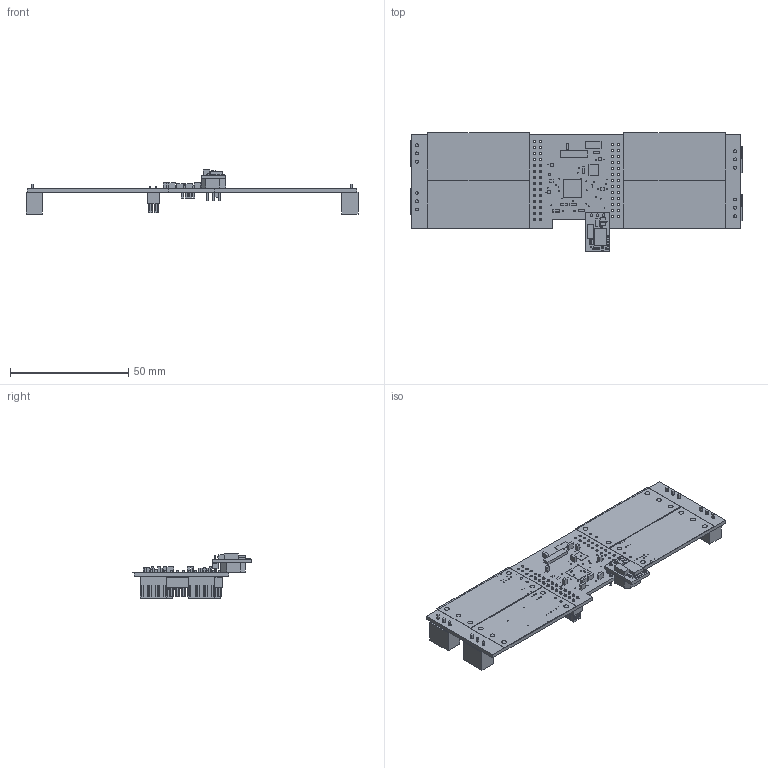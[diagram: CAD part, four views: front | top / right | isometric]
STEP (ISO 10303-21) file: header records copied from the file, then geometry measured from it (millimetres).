
FILE_DESCRIPTION(/* description */ (''),/* implementation_level */ '2;1');
FILE_NAME(/* name */ '79773b1d-8e42-41f6-8f78-1922bd188c03.stp',/* time_stamp */ '2020-10-23T17:57:18+00:00',/* author */ (''),/* organization */ (''),/* preprocessor_version */ 'ST-DEVELOPER v18.1',/* originating_system */ 'Autodesk Translation Framework v9.3.0.1241',/* authorisation */ '');
FILE_SCHEMA (('AUTOMOTIVE_DESIGN { 1 0 10303 214 3 1 1 }'));
Length unit declared in the file: millimetre
Products named in the file (19): 79773b1d-8e42-41f6-8f78-1922bd188c03; PCB Component; Board; AFRO_20A_ESC; FE05-1; TCAN337D; 4.7uF; STM32F042K6T6; ECS-80-S-4X; 1k;  470; JUMPER-SMT_2_NC_PASTE_SILK; MURATA-DC-DC; DISCRETECOMPONENTS_SWITCH; LED-0805; ESC2BACKPLANE; _IPS1-110-01-L-Dt; _IPS1-110-01-D_pin; TE_2351886-3-(VERT)
Assembly tree (38 placements, depth 4):
  79773b1d-8e42-41f6-8f78-1922bd188c03
    PCB Component
      Board
      AFRO_20A_ESC  x4
      FE05-1
      TCAN337D
      4.7uF  x9
      STM32F042K6T6
      ECS-80-S-4X
      1k  x4
       470
      JUMPER-SMT_2_NC_PASTE_SILK  x4
      MURATA-DC-DC
      DISCRETECOMPONENTS_SWITCH
      LED-0805
      ESC2BACKPLANE
        _IPS1-110-01-L-Dt
        _IPS1-110-01-D_pin
      TE_2351886-3-(VERT)  x4
Bounding box: 140.26 x 50.08 x 18.62 mm (x, y, z)
Volume: 11428.3 mm3; surface area: 26444.2 mm2
Topology: 35 solids, 62 shells, 1660 faces, 4836 edges, 3281 vertices
Faces by surface type: plane 1386, cylinder 254, cone 20
Full cylindrical faces by diameter (mm): 0.35 x84, 0.457 x6, 0.63 x2, 0.813 x5, 1 x62, 1.016 x3, 1.067 x3, 1.2 x12, 2 x20
Entity records: 46300 total; most frequent: CARTESIAN_POINT 8579, DIRECTION 7165, ORIENTED_EDGE 7140, EDGE_CURVE 3858, LINE 3139, VECTOR 3139, VERTEX_POINT 2635, AXIS2_PLACEMENT_3D 2013
